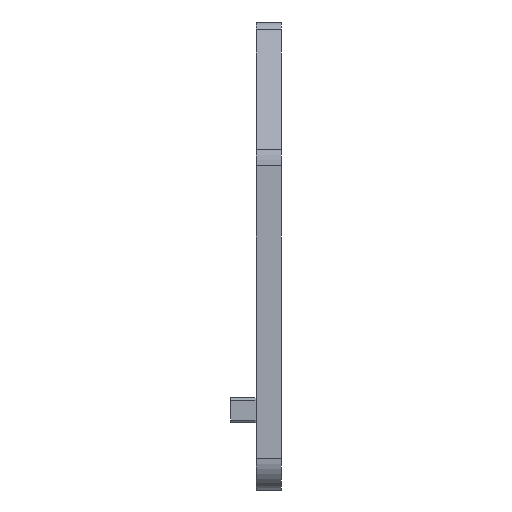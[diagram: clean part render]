
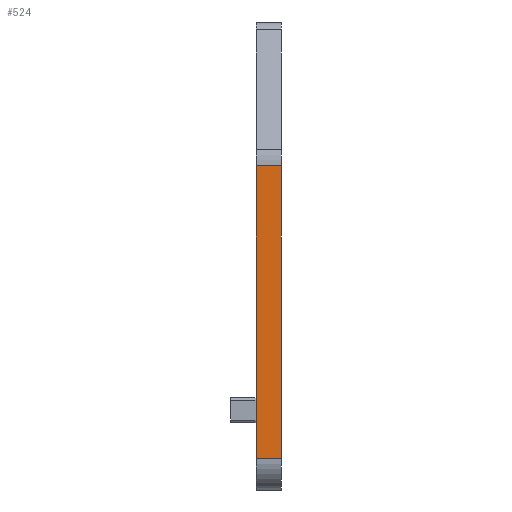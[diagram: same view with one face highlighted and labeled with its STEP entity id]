
A CAD part, front view. The second image highlights one B-rep face of the part: STEP entity #524.
In plain terms, the highlighted planar face has unit normal (0, -1, 0).
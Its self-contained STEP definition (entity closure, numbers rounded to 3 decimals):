
#511=AXIS2_PLACEMENT_3D('Plane Axis2P3D',#508,#509,#510) ;
#81=CARTESIAN_POINT('Vertex',(4.,0.,25.589)) ;
#84=CARTESIAN_POINT('Line Origine',(4.,0.,14.045)) ;
#88=CARTESIAN_POINT('Vertex',(4.,0.,2.5)) ;
#319=CARTESIAN_POINT('Vertex',(2.,0.,2.5)) ;
#322=CARTESIAN_POINT('Line Origine',(2.,0.,14.045)) ;
#326=CARTESIAN_POINT('Vertex',(2.,0.,25.589)) ;
#496=CARTESIAN_POINT('Line Origine',(4.,0.,25.589)) ;
#508=CARTESIAN_POINT('Axis2P3D Location',(4.,0.,25.589)) ;
#513=CARTESIAN_POINT('Line Origine',(3.,0.,2.5)) ;
#85=DIRECTION('Vector Direction',(0.,0.,1.)) ;
#323=DIRECTION('Vector Direction',(0.,0.,1.)) ;
#497=DIRECTION('Vector Direction',(-1.,0.,0.)) ;
#509=DIRECTION('Axis2P3D Direction',(-0.,1.,0.)) ;
#510=DIRECTION('Axis2P3D XDirection',(1.,0.,0.)) ;
#514=DIRECTION('Vector Direction',(-1.,0.,0.)) ;
#86=VECTOR('Line Direction',#85,1.) ;
#324=VECTOR('Line Direction',#323,1.) ;
#498=VECTOR('Line Direction',#497,1.) ;
#515=VECTOR('Line Direction',#514,1.) ;
#519=ORIENTED_EDGE('',*,*,#90,.T.) ;
#520=ORIENTED_EDGE('',*,*,#500,.T.) ;
#521=ORIENTED_EDGE('',*,*,#328,.F.) ;
#522=ORIENTED_EDGE('',*,*,#517,.F.) ;
#524=ADVANCED_FACE('Koerper.2',(#523),#512,.F.) ;
#90=EDGE_CURVE('',#89,#82,#87,.T.) ;
#328=EDGE_CURVE('',#320,#327,#325,.T.) ;
#500=EDGE_CURVE('',#82,#327,#499,.T.) ;
#517=EDGE_CURVE('',#89,#320,#516,.T.) ;
#518=EDGE_LOOP('',(#519,#520,#521,#522)) ;
#523=FACE_OUTER_BOUND('',#518,.T.) ;
#87=LINE('Line',#84,#86) ;
#325=LINE('Line',#322,#324) ;
#499=LINE('Line',#496,#498) ;
#516=LINE('Line',#513,#515) ;
#512=PLANE('',#511) ;
#82=VERTEX_POINT('',#81) ;
#89=VERTEX_POINT('',#88) ;
#320=VERTEX_POINT('',#319) ;
#327=VERTEX_POINT('',#326) ;
